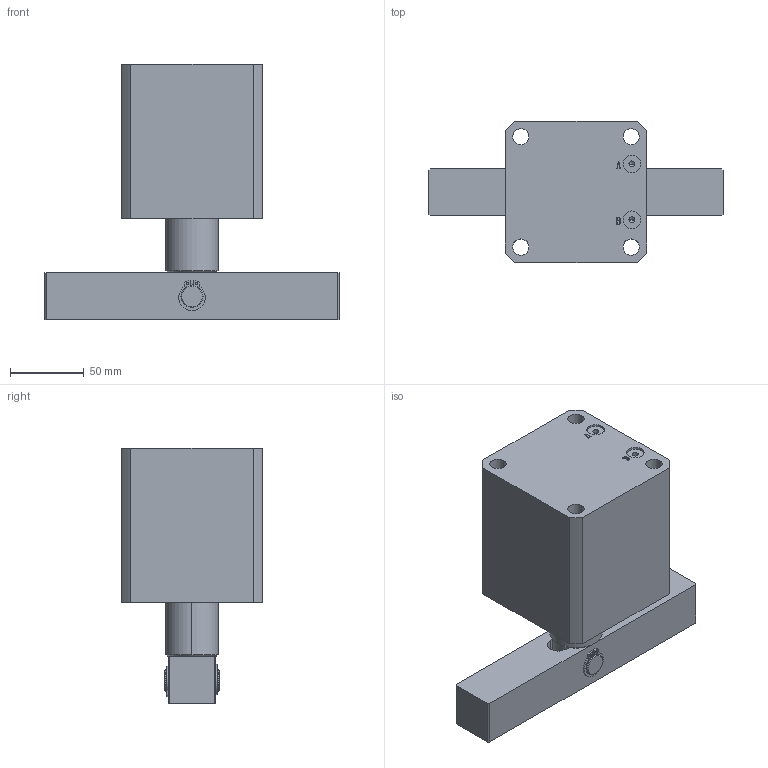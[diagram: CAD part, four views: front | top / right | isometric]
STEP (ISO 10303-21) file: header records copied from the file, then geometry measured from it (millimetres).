
FILE_DESCRIPTION (( 'STEP AP203' ), '1' );
FILE_NAME ('HSL-M63DL.STEP', '2022-04-20T00:38:02', ( '微软用户' ), ( '微软中国' ), 'SwSTEP 2.0', 'SolidWorks 2012', '' );
FILE_SCHEMA (( 'CONFIG_CONTROL_DESIGN' ));
Length unit declared in the file: millimetre
Products named in the file (6): HSL-M63DL; circlips for shaft--type a large gb_GB_CONNECTING_PIECE_RING_RRA 16; HSL-63DL-90-种; HSL-63DL-90-邧揤旋; HSL-63DL-90-活塞杆; HSL-M63-90掛极
Assembly tree (6 placements, depth 2):
  HSL-M63DL
    HSL-M63-90掛极
    HSL-63DL-90-活塞杆
    HSL-63DL-90-邧揤旋
    HSL-63DL-90-种
    circlips for shaft--type a large gb_GB_CONNECTING_PIECE_RING_RRA 16  x2
Bounding box: 200 x 96 x 174 mm (x, y, z)
Volume: 1042197.6 mm3; surface area: 144998.9 mm2
Topology: 6 solids, 6 shells, 226 faces, 555 edges, 360 vertices
Faces by surface type: plane 90, cylinder 89, cone 25, bspline 16, torus 6
Entity records: 7423 total; most frequent: CARTESIAN_POINT 1900, DIRECTION 1033, ORIENTED_EDGE 982, EDGE_CURVE 491, AXIS2_PLACEMENT_3D 381, VERTEX_POINT 320, LINE 271, VECTOR 271
